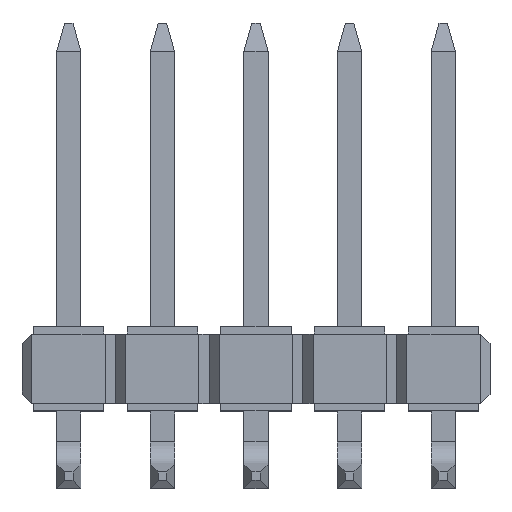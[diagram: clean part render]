
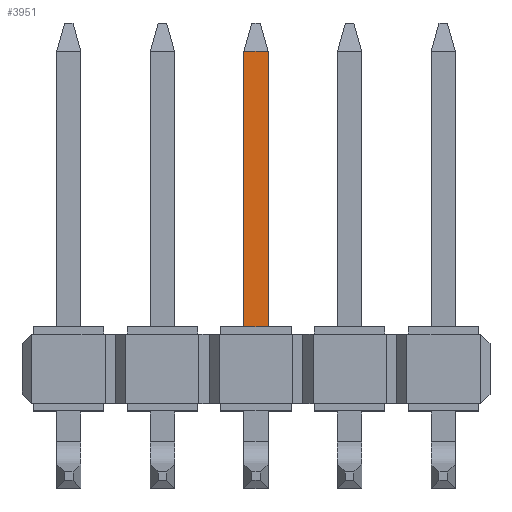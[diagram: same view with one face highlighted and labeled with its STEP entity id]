
A CAD part, top view. The second image highlights one B-rep face of the part: STEP entity #3951.
In plain terms, the highlighted planar face has unit normal (0, 0, 1).
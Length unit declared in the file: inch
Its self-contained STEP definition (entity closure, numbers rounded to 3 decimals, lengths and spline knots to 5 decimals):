
#1005=DIRECTION('',(0.,-1.,0.));
#1006=VECTOR('',#1005,0.294);
#1007=CARTESIAN_POINT('',(-0.013,0.339,0.013));
#1008=LINE('',#1007,#1006);
#1051=DIRECTION('',(-1.,0.,0.));
#1052=VECTOR('',#1051,0.026);
#1053=CARTESIAN_POINT('',(0.013,0.339,0.013));
#1054=LINE('',#1053,#1052);
#1063=DIRECTION('',(0.,-1.,0.));
#1064=VECTOR('',#1063,0.294);
#1065=CARTESIAN_POINT('',(0.013,0.339,0.013));
#1066=LINE('',#1065,#1064);
#1201=DIRECTION('',(1.,0.,0.));
#1202=VECTOR('',#1201,0.026);
#1203=CARTESIAN_POINT('',(-0.013,0.045,0.013));
#1204=LINE('',#1203,#1202);
#2301=CARTESIAN_POINT('',(-0.013,0.045,0.013));
#2303=VERTEX_POINT('',#2301);
#2305=CARTESIAN_POINT('',(0.013,0.045,0.013));
#2307=VERTEX_POINT('',#2305);
#2393=CARTESIAN_POINT('',(0.013,0.339,0.013));
#2394=CARTESIAN_POINT('',(-0.013,0.339,0.013));
#2395=VERTEX_POINT('',#2393);
#2396=VERTEX_POINT('',#2394);
#3938=CARTESIAN_POINT('',(-0.013,0.369,0.013));
#3939=DIRECTION('',(0.,0.,1.));
#3940=DIRECTION('',(0.,-1.,0.));
#3941=AXIS2_PLACEMENT_3D('',#3938,#3939,#3940);
#3942=PLANE('',#3941);
#3943=ORIENTED_EDGE('',*,*,#3914,.F.);
#3945=ORIENTED_EDGE('',*,*,#3944,.T.);
#3947=ORIENTED_EDGE('',*,*,#3946,.F.);
#3948=ORIENTED_EDGE('',*,*,#3862,.F.);
#3949=EDGE_LOOP('',(#3943,#3945,#3947,#3948));
#3950=FACE_OUTER_BOUND('',#3949,.F.);
#3951=ADVANCED_FACE('',(#3950),#3942,.T.);
#3862=EDGE_CURVE('',#2396,#2303,#1008,.T.);
#3914=EDGE_CURVE('',#2395,#2396,#1054,.T.);
#3944=EDGE_CURVE('',#2395,#2307,#1066,.T.);
#3946=EDGE_CURVE('',#2303,#2307,#1204,.T.);
